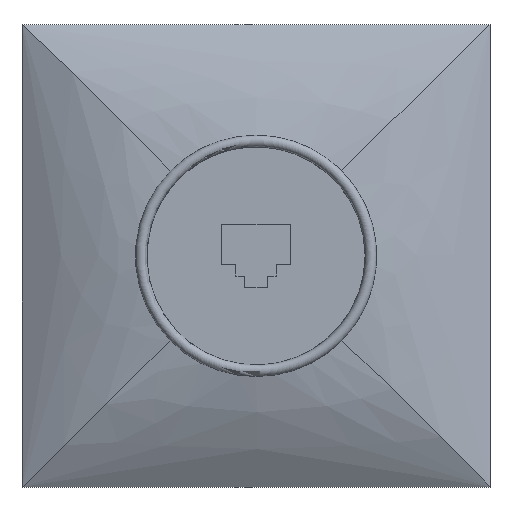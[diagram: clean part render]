
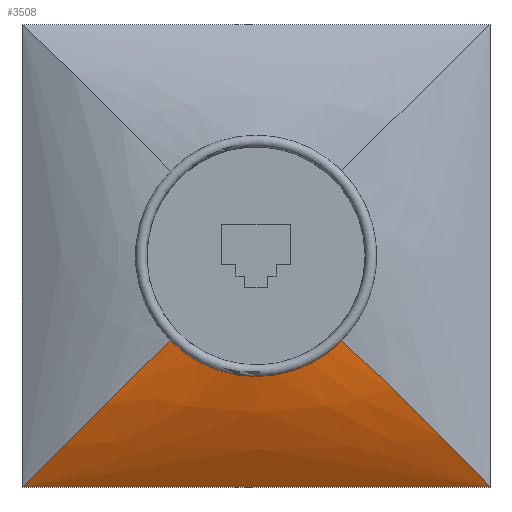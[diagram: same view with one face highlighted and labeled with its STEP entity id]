
A CAD part, top view. The second image highlights one B-rep face of the part: STEP entity #3508.
In plain terms, the highlighted free-form (B-spline) face has degree [3, 3] with [9, 4] control points.
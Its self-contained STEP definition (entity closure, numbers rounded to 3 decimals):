
#39 = B_SPLINE_CURVE_WITH_KNOTS ( 'NONE', 3,
 ( #2609, #1298, #3150, #1559 ),
 .UNSPECIFIED., .F., .F.,
 ( 4, 4 ),
 ( 0., 1. ),
 .UNSPECIFIED. ) ;
#210 = CARTESIAN_POINT ( 'NONE',  ( 30.563, -40.25, 5. ) ) ;
#221 = CARTESIAN_POINT ( 'NONE',  ( -11.824, -17.52, 14. ) ) ;
#296 = CARTESIAN_POINT ( 'NONE',  ( -40.75, -40.25, 5. ) ) ;
#321 = VERTEX_POINT ( 'NONE', #3207 ) ;
#327 = VERTEX_POINT ( 'NONE', #2997 ) ;
#519 = CARTESIAN_POINT ( 'NONE',  ( 14.941, -14.757, 14. ) ) ;
#536 = CARTESIAN_POINT ( 'NONE',  ( 10.522, -26.615, 12.635 ) ) ;
#554 = CARTESIAN_POINT ( 'NONE',  ( -23.993, -32.35, 9.608 ) ) ;
#836 = CARTESIAN_POINT ( 'NONE',  ( 32.47, -31.429, 9.608 ) ) ;
#853 = CARTESIAN_POINT ( 'NONE',  ( 16.979, -40.25, 5. ) ) ;
#866 = CARTESIAN_POINT ( 'NONE',  ( -13.967, -15.743, 14. ) ) ;
#1021 = AXIS2_PLACEMENT_3D ( 'NONE', #1553, #3409, #1806 ) ;
#1045 = EDGE_CURVE ( 'NONE', #321, #1888, #2407, .T. ) ;
#1053 = EDGE_CURVE ( 'NONE', #327, #1888, #2591, .T. ) ;
#1061 = EDGE_CURVE ( 'NONE', #327, #1273, #2927, .T. ) ;
#1073 = EDGE_CURVE ( 'NONE', #1273, #321, #39, .T. ) ;
#1161 = CARTESIAN_POINT ( 'NONE',  ( 13.967, -15.743, 14. ) ) ;
#1173 = CARTESIAN_POINT ( 'NONE',  ( 0.246, -27.542, 12.635 ) ) ;
#1201 = CARTESIAN_POINT ( 'NONE',  ( -29.235, -31.758, 9.608 ) ) ;
#1271 = CARTESIAN_POINT ( 'NONE',  ( 14.941, -14.757, 14. ) ) ;
#1273 = VERTEX_POINT ( 'NONE', #1966 ) ;
#1298 = CARTESIAN_POINT ( 'NONE',  ( -23.298, -23.009, 12.635 ) ) ;
#1466 = CARTESIAN_POINT ( 'NONE',  ( 29.882, -31.758, 9.608 ) ) ;
#1476 = CARTESIAN_POINT ( 'NONE',  ( 0., -40.25, 5. ) ) ;
#1486 = CARTESIAN_POINT ( 'NONE',  ( -14.941, -14.757, 14. ) ) ;
#1534 = DIRECTION ( 'NONE',  ( 1., 0., 0. ) ) ;
#1553 = CARTESIAN_POINT ( 'NONE',  ( 0., 0., 14. ) ) ;
#1559 = CARTESIAN_POINT ( 'NONE',  ( -40.75, -40.25, 5. ) ) ;
#1709 = CARTESIAN_POINT ( 'NONE',  ( 11.824, -17.52, 14. ) ) ;
#1716 = CARTESIAN_POINT ( 'NONE',  ( -10.031, -26.615, 12.635 ) ) ;
#1735 = CARTESIAN_POINT ( 'NONE',  ( -31.824, -31.429, 9.608 ) ) ;
#1801 = CARTESIAN_POINT ( 'NONE',  ( 32.47, -31.429, 9.608 ) ) ;
#1806 = DIRECTION ( 'NONE',  ( -1., 0., 0. ) ) ;
#1888 = VERTEX_POINT ( 'NONE', #1911 ) ;
#1911 = CARTESIAN_POINT ( 'NONE',  ( 40.75, -40.25, 5. ) ) ;
#1966 = CARTESIAN_POINT ( 'NONE',  ( -14.941, -14.757, 14. ) ) ;
#1973 = CARTESIAN_POINT ( 'NONE',  ( 24.639, -32.35, 9.608 ) ) ;
#1991 = CARTESIAN_POINT ( 'NONE',  ( -16.979, -40.25, 5. ) ) ;
#2209 = ORIENTED_EDGE ( 'NONE', *, *, #1073, .T. ) ;
#2253 = CARTESIAN_POINT ( 'NONE',  ( 6.925, -20.167, 14. ) ) ;
#2263 = CARTESIAN_POINT ( 'NONE',  ( -17.824, -24.851, 12.635 ) ) ;
#2280 = ORIENTED_EDGE ( 'NONE', *, *, #1045, .T. ) ;
#2322 = ORIENTED_EDGE ( 'NONE', *, *, #1061, .T. ) ;
#2323 = VECTOR ( 'NONE', #1534, 1000. ) ;
#2407 = LINE ( 'NONE', #296, #2323 ) ;
#2519 = CARTESIAN_POINT ( 'NONE',  ( 13.951, -33.233, 9.608 ) ) ;
#2536 = CARTESIAN_POINT ( 'NONE',  ( -30.562, -40.25, 5. ) ) ;
#2583 = FACE_OUTER_BOUND ( 'NONE', #3400, .T. ) ;
#2591 = B_SPLINE_CURVE_WITH_KNOTS ( 'NONE', 3,
 ( #1271, #2849, #1801, #3661 ),
 .UNSPECIFIED., .F., .F.,
 ( 4, 4 ),
 ( 0., 1. ),
 .UNSPECIFIED. ) ;
#2609 = CARTESIAN_POINT ( 'NONE',  ( -14.941, -14.757, 14. ) ) ;
#2617 = B_SPLINE_SURFACE_WITH_KNOTS ( 'NONE', 3, 3, ( 
 ( #519, #3559, #836, #2754 ),
 ( #1161, #3037, #1466, #3307 ),
 ( #1709, #3577, #1973, #210 ),
 ( #2253, #536, #2519, #853 ),
 ( #2770, #1173, #3051, #1476 ),
 ( #3326, #1716, #3589, #1991 ),
 ( #221, #2263, #554, #2536 ),
 ( #866, #2786, #1201, #3059 ),
 ( #1486, #3339, #1735, #3596 ) ),
 .UNSPECIFIED., .F., .F., .F.,
 ( 4, 1, 1, 1, 1, 1, 4 ),
 ( 4, 4 ),
 ( 0., 0.125, 0.25, 0.5, 0.75, 0.875, 1. ),
 ( 0., 1. ),
 .UNSPECIFIED. ) ;
#2683 = ORIENTED_EDGE ( 'NONE', *, *, #1053, .F. ) ;
#2754 = CARTESIAN_POINT ( 'NONE',  ( 40.75, -40.25, 5. ) ) ;
#2770 = CARTESIAN_POINT ( 'NONE',  ( 0., -21.557, 14. ) ) ;
#2786 = CARTESIAN_POINT ( 'NONE',  ( -21.517, -23.666, 12.635 ) ) ;
#2849 = CARTESIAN_POINT ( 'NONE',  ( 23.79, -23.009, 12.635 ) ) ;
#2927 = CIRCLE ( 'NONE', #1021, 21. ) ;
#2997 = CARTESIAN_POINT ( 'NONE',  ( 14.941, -14.757, 14. ) ) ;
#3037 = CARTESIAN_POINT ( 'NONE',  ( 22.009, -23.666, 12.635 ) ) ;
#3051 = CARTESIAN_POINT ( 'NONE',  ( 0.323, -33.696, 9.608 ) ) ;
#3059 = CARTESIAN_POINT ( 'NONE',  ( -37.354, -40.25, 5. ) ) ;
#3150 = CARTESIAN_POINT ( 'NONE',  ( -31.824, -31.429, 9.608 ) ) ;
#3207 = CARTESIAN_POINT ( 'NONE',  ( -40.75, -40.25, 5. ) ) ;
#3307 = CARTESIAN_POINT ( 'NONE',  ( 37.354, -40.25, 5. ) ) ;
#3326 = CARTESIAN_POINT ( 'NONE',  ( -6.925, -20.167, 14. ) ) ;
#3339 = CARTESIAN_POINT ( 'NONE',  ( -23.298, -23.009, 12.635 ) ) ;
#3400 = EDGE_LOOP ( 'NONE', ( #2322, #2209, #2280, #2683 ) ) ;
#3409 = DIRECTION ( 'NONE',  ( 0., 0., -1. ) ) ;
#3508 = ADVANCED_FACE ( 'NONE', ( #2583 ), #2617, .T. ) ;
#3559 = CARTESIAN_POINT ( 'NONE',  ( 23.79, -23.009, 12.635 ) ) ;
#3577 = CARTESIAN_POINT ( 'NONE',  ( 18.316, -24.851, 12.635 ) ) ;
#3589 = CARTESIAN_POINT ( 'NONE',  ( -13.305, -33.233, 9.608 ) ) ;
#3596 = CARTESIAN_POINT ( 'NONE',  ( -40.75, -40.25, 5. ) ) ;
#3661 = CARTESIAN_POINT ( 'NONE',  ( 40.75, -40.25, 5. ) ) ;
